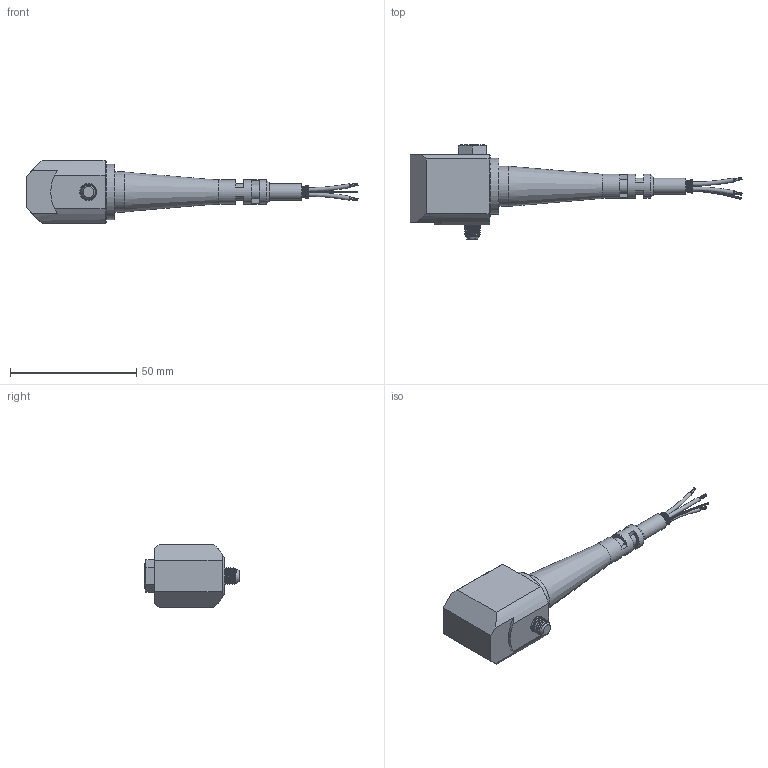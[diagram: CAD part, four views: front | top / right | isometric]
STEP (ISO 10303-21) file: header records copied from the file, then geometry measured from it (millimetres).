
FILE_DESCRIPTION(/* description */ (''),/* implementation_level */ '2;1');
FILE_NAME(/* name */ 'MASTER_STANDARD_SIDE_EXIT_INTEGRAL_BLACK.stp',/* time_stamp */ '2017-04-25T15:02:01-04:00',/* author */ ('aneininger'),/* organization */ (''),/* preprocessor_version */ 'ST-DEVELOPER v16.5',/* originating_system */ 'Autodesk Inventor 2017',/* authorisation */ '');
FILE_SCHEMA (('AUTOMOTIVE_DESIGN { 1 0 10303 214 3 1 1 }'));
Products named in the file (3): MASTER_STANDARD_SIDE_EXIT_INTEGRAL_BLACK; MASTER_STANDARD_SIDE_EXIT_INTEGRAL_BLACK_ASSY; ACP32018
Assembly tree (2 placements, depth 2):
  MASTER_STANDARD_SIDE_EXIT_INTEGRAL_BLACK
    MASTER_STANDARD_SIDE_EXIT_INTEGRAL_BLACK_ASSY
    ACP32018
Bounding box: 131.24 x 37.16 x 25.15 mm (x, y, z)
Volume: 1148 mm3; surface area: 9477.2 mm2
Topology: 17 solids, 22 shells, 1251 faces, 3407 edges, 1909 vertices
Faces by surface type: cylinder 413, bspline 396, plane 383, torus 49, cone 10
Full cylindrical faces by diameter (mm): 0.128 x19, 0.203 x96, 1.575 x4, 3.937 x1, 4.572 x1, 4.953 x1, 5.359 x1, 6.35 x1, 6.756 x1, 9.525 x1, 15.875 x1, 22.047 x1
Entity records: 60641 total; most frequent: CARTESIAN_POINT 28555, ORIENTED_EDGE 6900, DIRECTION 6870, AXIS2_PLACEMENT_3D 3333, EDGE_CURVE 3230, CIRCLE 2209, VERTEX_POINT 1848, EDGE_LOOP 1484
